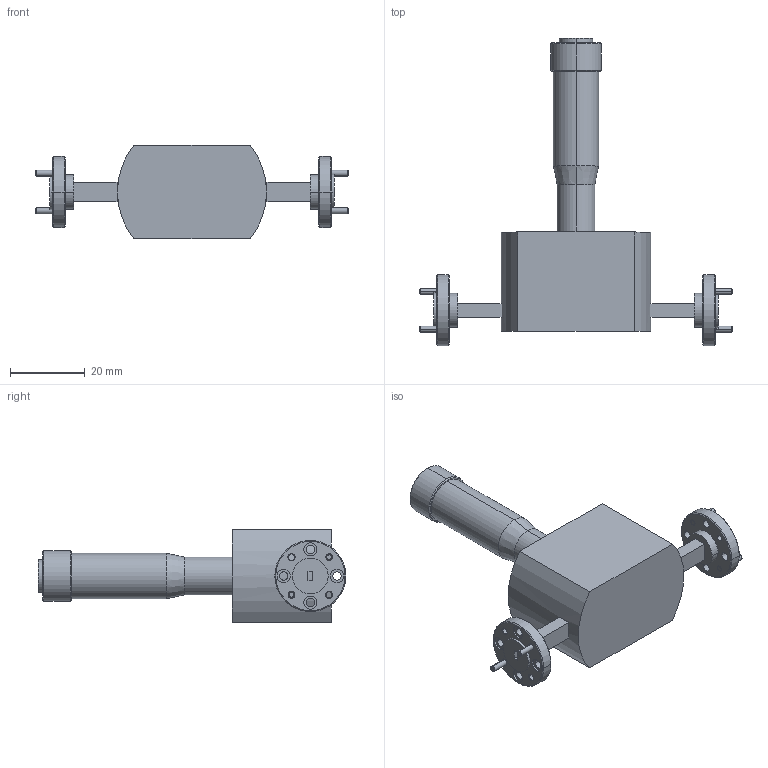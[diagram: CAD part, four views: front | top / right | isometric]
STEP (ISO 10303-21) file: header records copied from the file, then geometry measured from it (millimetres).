
FILE_DESCRIPTION (( 'STEP AP214' ), '1' );
FILE_NAME ('TA-MW-BX2.STEP', '2018-11-14T20:23:27', ( '' ), ( '' ), 'SwSTEP 2.0', 'SolidWorks 2016', '' );
FILE_SCHEMA (( 'AUTOMOTIVE_DESIGN' ));
Length unit declared in the file: millimetre
Products named in the file (1): TA-MW-BX2
Bounding box: 83.95 x 82.52 x 24.99 mm (x, y, z)
Volume: 32875.3 mm3; surface area: 9651.8 mm2
Topology: 5 solids, 5 shells, 175 faces, 403 edges, 258 vertices
Faces by surface type: cylinder 82, plane 47, cone 46
Entity records: 5165 total; most frequent: DIRECTION 985, CARTESIAN_POINT 837, ORIENTED_EDGE 806, AXIS2_PLACEMENT_3D 406, EDGE_CURVE 403, VERTEX_POINT 258, CIRCLE 230, EDGE_LOOP 227
